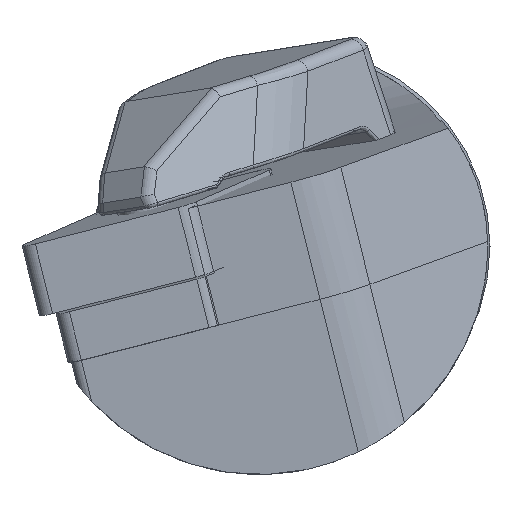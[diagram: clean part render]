
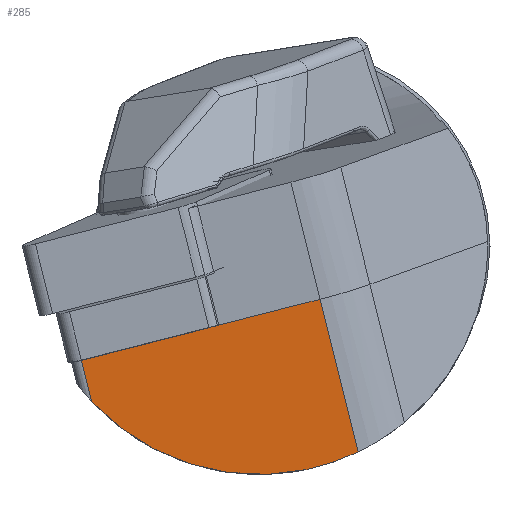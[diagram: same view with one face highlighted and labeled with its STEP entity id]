
A CAD part, left-side view. The second image highlights one B-rep face of the part: STEP entity #285.
In plain terms, the highlighted planar face has unit normal (-0.993, -0.075, -0.089).
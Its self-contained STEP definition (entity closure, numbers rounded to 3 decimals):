
#241=ELLIPSE('',#1984,14.498,14.4);
#285=ADVANCED_FACE('',(#440),#398,.F.);
#398=PLANE('',#1987);
#440=FACE_OUTER_BOUND('',#547,.T.);
#547=EDGE_LOOP('',(#927,#928,#929,#930,#931,#932));
#667=LINE('',#2758,#791);
#669=LINE('',#2807,#793);
#670=LINE('',#2809,#794);
#671=LINE('',#2811,#795);
#672=LINE('',#2812,#796);
#791=VECTOR('',#2203,1.);
#793=VECTOR('',#2217,1.);
#794=VECTOR('',#2218,1.);
#795=VECTOR('',#2219,1.);
#796=VECTOR('',#2220,1.);
#927=ORIENTED_EDGE('',*,*,#1646,.F.);
#928=ORIENTED_EDGE('',*,*,#1637,.T.);
#929=ORIENTED_EDGE('',*,*,#1647,.T.);
#930=ORIENTED_EDGE('',*,*,#1648,.F.);
#931=ORIENTED_EDGE('',*,*,#1642,.T.);
#932=ORIENTED_EDGE('',*,*,#1649,.T.);
#1465=VERTEX_POINT('',#2756);
#1467=VERTEX_POINT('',#2759);
#1471=VERTEX_POINT('',#2771);
#1472=VERTEX_POINT('',#2773);
#1475=VERTEX_POINT('',#2808);
#1476=VERTEX_POINT('',#2810);
#1637=EDGE_CURVE('',#1467,#1465,#667,.T.);
#1642=EDGE_CURVE('',#1472,#1471,#241,.T.);
#1646=EDGE_CURVE('',#1467,#1475,#669,.T.);
#1647=EDGE_CURVE('',#1465,#1476,#670,.T.);
#1648=EDGE_CURVE('',#1472,#1476,#671,.T.);
#1649=EDGE_CURVE('',#1471,#1475,#672,.T.);
#1984=AXIS2_PLACEMENT_3D('',#2772,#2211,#2212);
#1987=AXIS2_PLACEMENT_3D('',#2813,#2221,#2222);
#2203=DIRECTION('',(-0.051,0.968,-0.247));
#2211=DIRECTION('',(-0.993,-0.075,-0.089));
#2212=DIRECTION('',(-0.116,0.639,0.76));
#2217=DIRECTION('',(0.051,-0.968,0.247));
#2218=DIRECTION('',(-0.051,0.968,-0.247));
#2219=DIRECTION('',(-0.105,0.241,0.965));
#2220=DIRECTION('',(-0.105,0.241,0.965));
#2221=DIRECTION('',(0.993,0.075,0.089));
#2222=DIRECTION('',(0.089,0.,-0.996));
#2756=CARTESIAN_POINT('',(2.088,4.718,-5.009));
#2758=CARTESIAN_POINT('',(2.429,-1.789,-3.35));
#2759=CARTESIAN_POINT('',(2.089,4.692,-5.002));
#2771=CARTESIAN_POINT('',(3.472,-4.19,-12.978));
#2772=CARTESIAN_POINT('',(1.84,2.05,0.));
#2773=CARTESIAN_POINT('',(1.921,12.617,-9.783));
#2807=CARTESIAN_POINT('',(2.429,-1.789,-3.35));
#2808=CARTESIAN_POINT('',(2.429,-1.789,-3.35));
#2809=CARTESIAN_POINT('',(2.429,-1.789,-3.35));
#2810=CARTESIAN_POINT('',(1.64,13.264,-7.188));
#2811=CARTESIAN_POINT('',(-34.325,96.045,324.831));
#2812=CARTESIAN_POINT('',(-33.536,80.993,328.67));
#2813=CARTESIAN_POINT('',(-33.536,80.993,328.67));
